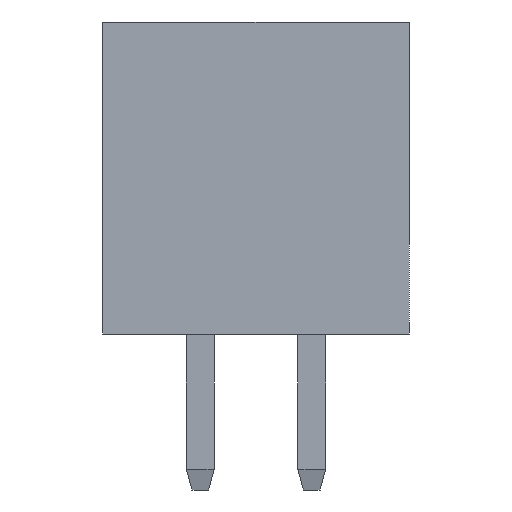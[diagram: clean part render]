
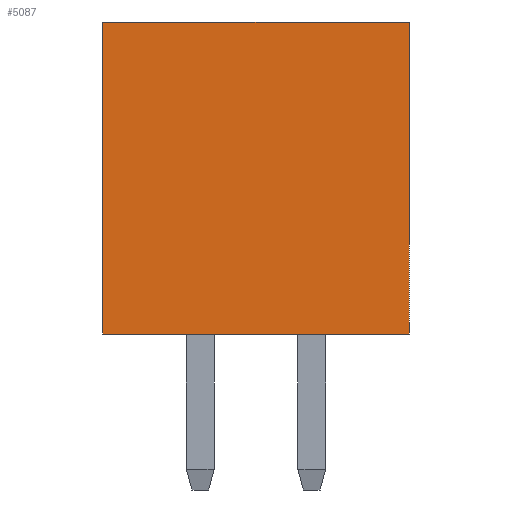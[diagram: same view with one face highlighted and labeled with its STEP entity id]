
A CAD part, left-side view. The second image highlights one B-rep face of the part: STEP entity #5087.
In plain terms, the highlighted planar face has unit normal (-1, 0, 0).
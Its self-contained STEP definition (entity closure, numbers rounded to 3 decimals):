
#50 = VECTOR ( 'NONE', #9104, 1000. ) ;
#79 = ORIENTED_EDGE ( 'NONE', *, *, #435, .T. ) ;
#337 = LINE ( 'NONE', #10896, #50 ) ;
#378 = DIRECTION ( 'NONE',  ( 0., -1., 0. ) ) ;
#435 = EDGE_CURVE ( 'NONE', #4385, #6500, #6177, .T. ) ;
#510 = EDGE_CURVE ( 'NONE', #2026, #11350, #1840, .T. ) ;
#673 = PLANE ( 'NONE',  #10077 ) ;
#1390 = VECTOR ( 'NONE', #5366, 1000. ) ;
#1840 = LINE ( 'NONE', #9778, #1390 ) ;
#2026 = VERTEX_POINT ( 'NONE', #5432 ) ;
#2416 = CARTESIAN_POINT ( 'NONE',  ( -12.67, -2.75, 5.6 ) ) ;
#2525 = CARTESIAN_POINT ( 'NONE',  ( -12.67, 2.75, 5.6 ) ) ;
#3298 = FACE_OUTER_BOUND ( 'NONE', #5928, .T. ) ;
#3342 = DIRECTION ( 'NONE',  ( 0., 0., -1. ) ) ;
#3958 = ORIENTED_EDGE ( 'NONE', *, *, #510, .F. ) ;
#4185 = ORIENTED_EDGE ( 'NONE', *, *, #4314, .F. ) ;
#4314 = EDGE_CURVE ( 'NONE', #4385, #2026, #9320, .T. ) ;
#4385 = VERTEX_POINT ( 'NONE', #2525 ) ;
#5087 = ADVANCED_FACE ( 'NONE', ( #3298 ), #673, .F. ) ;
#5186 = ORIENTED_EDGE ( 'NONE', *, *, #7177, .T. ) ;
#5366 = DIRECTION ( 'NONE',  ( 0., 0., -1. ) ) ;
#5432 = CARTESIAN_POINT ( 'NONE',  ( -12.67, -2.75, 5.6 ) ) ;
#5928 = EDGE_LOOP ( 'NONE', ( #5186, #3958, #4185, #79 ) ) ;
#6014 = DIRECTION ( 'NONE',  ( 0., 0., -1. ) ) ;
#6057 = CARTESIAN_POINT ( 'NONE',  ( -12.67, -2.75, 0. ) ) ;
#6177 = LINE ( 'NONE', #11280, #7376 ) ;
#6500 = VERTEX_POINT ( 'NONE', #8708 ) ;
#6733 = VECTOR ( 'NONE', #378, 1000. ) ;
#6837 = CARTESIAN_POINT ( 'NONE',  ( -12.67, -2.75, 5.6 ) ) ;
#6890 = DIRECTION ( 'NONE',  ( 1., 0., 0. ) ) ;
#7177 = EDGE_CURVE ( 'NONE', #6500, #11350, #337, .T. ) ;
#7376 = VECTOR ( 'NONE', #3342, 1000. ) ;
#8708 = CARTESIAN_POINT ( 'NONE',  ( -12.67, 2.75, 0. ) ) ;
#9104 = DIRECTION ( 'NONE',  ( 0., -1., 0. ) ) ;
#9320 = LINE ( 'NONE', #2416, #6733 ) ;
#9778 = CARTESIAN_POINT ( 'NONE',  ( -12.67, -2.75, 5.6 ) ) ;
#10077 = AXIS2_PLACEMENT_3D ( 'NONE', #6837, #6890, #6014 ) ;
#10896 = CARTESIAN_POINT ( 'NONE',  ( -12.67, -2.75, 0. ) ) ;
#11280 = CARTESIAN_POINT ( 'NONE',  ( -12.67, 2.75, 5.6 ) ) ;
#11350 = VERTEX_POINT ( 'NONE', #6057 ) ;
